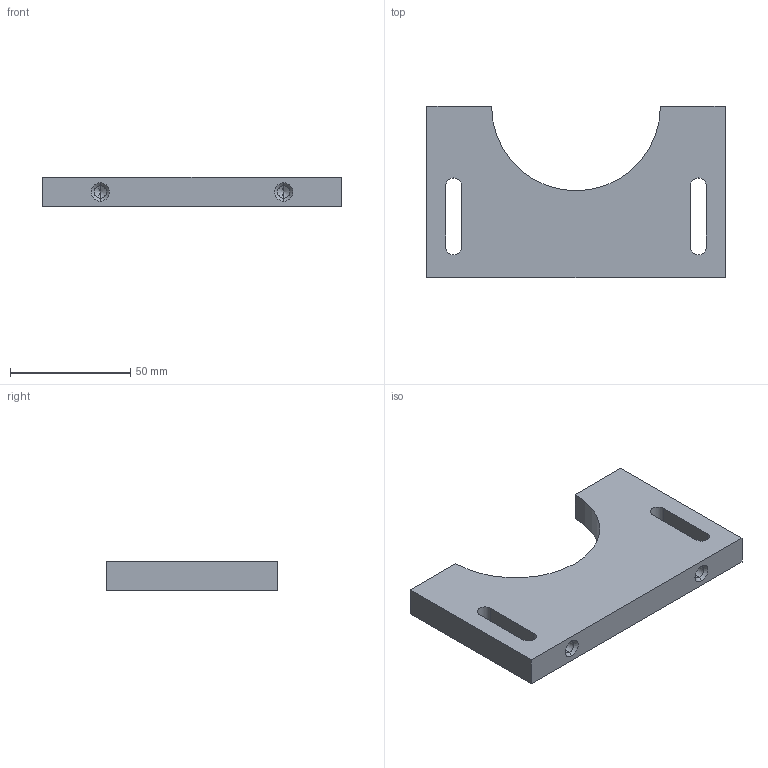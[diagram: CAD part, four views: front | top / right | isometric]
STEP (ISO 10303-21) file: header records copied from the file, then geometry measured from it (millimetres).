
FILE_DESCRIPTION (( 'STEP AP214' ), '1' );
FILE_NAME ('2D MOT Holder Front Bottom v2 STEP.STEP', '2024-10-05T04:06:09', ( '' ), ( '' ), 'SwSTEP 2.0', 'SolidWorks 2023', '' );
FILE_SCHEMA (( 'AUTOMOTIVE_DESIGN' ));
Length unit declared in the file: inch
Products named in the file (1): 2D MOT Holder Front Bottom v2 STEP
Bounding box: 123.83 x 71.12 x 12.19 mm (x, y, z)
Volume: 77651.8 mm3; surface area: 20871.5 mm2
Topology: 1 solids, 1 shells, 40 faces, 98 edges, 56 vertices
Faces by surface type: cone 16, cylinder 13, plane 11
Entity records: 1147 total; most frequent: DIRECTION 206, CARTESIAN_POINT 187, ORIENTED_EDGE 180, EDGE_CURVE 90, AXIS2_PLACEMENT_3D 75, VECTOR 56, VERTEX_POINT 56, LINE 56
